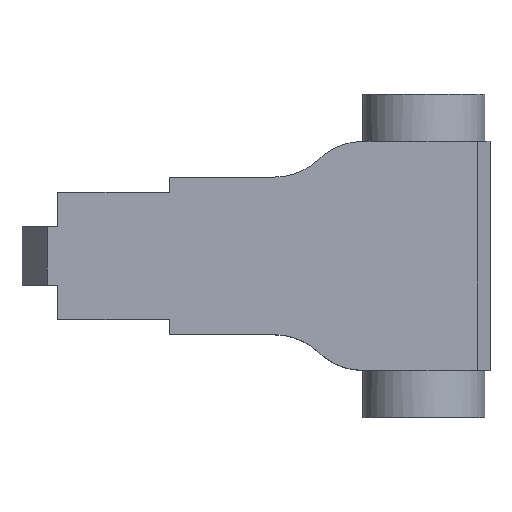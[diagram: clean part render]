
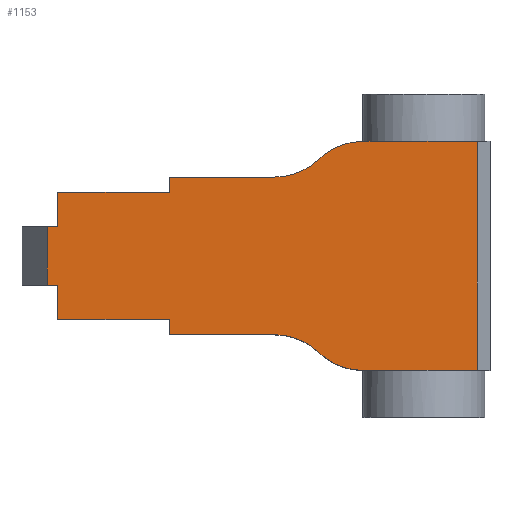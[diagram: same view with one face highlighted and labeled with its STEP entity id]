
A CAD part, top view. The second image highlights one B-rep face of the part: STEP entity #1153.
In plain terms, the highlighted planar face has unit normal (0, 0, 1).
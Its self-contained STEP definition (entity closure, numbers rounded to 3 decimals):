
#29=PLANE('',#1255);
#86=FACE_OUTER_BOUND('',#155,.T.);
#155=EDGE_LOOP('',(#848,#849,#850,#851,#852,#853,#854,#855,#856,#857,#858,
#859,#860,#861,#862,#863,#864,#865,#866,#867,#868,#869));
#255=LINE('',#1798,#380);
#256=LINE('',#1801,#381);
#257=LINE('',#1803,#382);
#258=LINE('',#1805,#383);
#259=LINE('',#1807,#384);
#260=LINE('',#1809,#385);
#261=LINE('',#1811,#386);
#262=LINE('',#1817,#387);
#263=LINE('',#1819,#388);
#264=LINE('',#1821,#389);
#265=LINE('',#1823,#390);
#266=LINE('',#1825,#391);
#267=LINE('',#1827,#392);
#268=LINE('',#1829,#393);
#269=LINE('',#1831,#394);
#270=LINE('',#1833,#395);
#271=LINE('',#1835,#396);
#272=LINE('',#1836,#397);
#380=VECTOR('',#1423,10.);
#381=VECTOR('',#1426,10.);
#382=VECTOR('',#1427,10.);
#383=VECTOR('',#1428,10.);
#384=VECTOR('',#1429,10.);
#385=VECTOR('',#1430,10.);
#386=VECTOR('',#1431,10.);
#387=VECTOR('',#1436,10.);
#388=VECTOR('',#1437,10.);
#389=VECTOR('',#1438,10.);
#390=VECTOR('',#1439,10.);
#391=VECTOR('',#1440,10.);
#392=VECTOR('',#1441,10.);
#393=VECTOR('',#1442,10.);
#394=VECTOR('',#1443,10.);
#395=VECTOR('',#1444,10.);
#396=VECTOR('',#1445,10.);
#397=VECTOR('',#1446,10.);
#477=CIRCLE('',#1244,50.);
#483=CIRCLE('',#1252,50.);
#485=CIRCLE('',#1256,50.);
#486=CIRCLE('',#1257,50.);
#529=VERTEX_POINT('',#1730);
#530=VERTEX_POINT('',#1731);
#556=VERTEX_POINT('',#1792);
#557=VERTEX_POINT('',#1796);
#558=VERTEX_POINT('',#1800);
#559=VERTEX_POINT('',#1802);
#560=VERTEX_POINT('',#1804);
#561=VERTEX_POINT('',#1806);
#562=VERTEX_POINT('',#1808);
#563=VERTEX_POINT('',#1810);
#564=VERTEX_POINT('',#1812);
#565=VERTEX_POINT('',#1814);
#566=VERTEX_POINT('',#1816);
#567=VERTEX_POINT('',#1818);
#568=VERTEX_POINT('',#1820);
#569=VERTEX_POINT('',#1822);
#570=VERTEX_POINT('',#1824);
#571=VERTEX_POINT('',#1826);
#572=VERTEX_POINT('',#1828);
#573=VERTEX_POINT('',#1830);
#574=VERTEX_POINT('',#1832);
#575=VERTEX_POINT('',#1834);
#641=EDGE_CURVE('',#529,#530,#477,.T.);
#669=EDGE_CURVE('',#530,#556,#483,.T.);
#672=EDGE_CURVE('',#529,#557,#255,.T.);
#673=EDGE_CURVE('',#557,#558,#256,.T.);
#674=EDGE_CURVE('',#558,#559,#257,.T.);
#675=EDGE_CURVE('',#559,#560,#258,.T.);
#676=EDGE_CURVE('',#560,#561,#259,.T.);
#677=EDGE_CURVE('',#561,#562,#260,.T.);
#678=EDGE_CURVE('',#562,#563,#261,.T.);
#679=EDGE_CURVE('',#564,#563,#485,.T.);
#680=EDGE_CURVE('',#565,#564,#486,.T.);
#681=EDGE_CURVE('',#565,#566,#262,.T.);
#682=EDGE_CURVE('',#566,#567,#263,.T.);
#683=EDGE_CURVE('',#567,#568,#264,.T.);
#684=EDGE_CURVE('',#569,#568,#265,.T.);
#685=EDGE_CURVE('',#569,#570,#266,.T.);
#686=EDGE_CURVE('',#570,#571,#267,.T.);
#687=EDGE_CURVE('',#572,#571,#268,.T.);
#688=EDGE_CURVE('',#573,#572,#269,.T.);
#689=EDGE_CURVE('',#574,#573,#270,.T.);
#690=EDGE_CURVE('',#574,#575,#271,.T.);
#691=EDGE_CURVE('',#575,#556,#272,.T.);
#848=ORIENTED_EDGE('',*,*,#641,.F.);
#849=ORIENTED_EDGE('',*,*,#672,.T.);
#850=ORIENTED_EDGE('',*,*,#673,.T.);
#851=ORIENTED_EDGE('',*,*,#674,.T.);
#852=ORIENTED_EDGE('',*,*,#675,.T.);
#853=ORIENTED_EDGE('',*,*,#676,.T.);
#854=ORIENTED_EDGE('',*,*,#677,.T.);
#855=ORIENTED_EDGE('',*,*,#678,.T.);
#856=ORIENTED_EDGE('',*,*,#679,.F.);
#857=ORIENTED_EDGE('',*,*,#680,.F.);
#858=ORIENTED_EDGE('',*,*,#681,.T.);
#859=ORIENTED_EDGE('',*,*,#682,.T.);
#860=ORIENTED_EDGE('',*,*,#683,.T.);
#861=ORIENTED_EDGE('',*,*,#684,.F.);
#862=ORIENTED_EDGE('',*,*,#685,.T.);
#863=ORIENTED_EDGE('',*,*,#686,.T.);
#864=ORIENTED_EDGE('',*,*,#687,.F.);
#865=ORIENTED_EDGE('',*,*,#688,.F.);
#866=ORIENTED_EDGE('',*,*,#689,.F.);
#867=ORIENTED_EDGE('',*,*,#690,.T.);
#868=ORIENTED_EDGE('',*,*,#691,.T.);
#869=ORIENTED_EDGE('',*,*,#669,.F.);
#1153=ADVANCED_FACE('',(#86),#29,.T.);
#1244=AXIS2_PLACEMENT_3D('',#1732,#1379,#1380);
#1252=AXIS2_PLACEMENT_3D('',#1793,#1416,#1417);
#1255=AXIS2_PLACEMENT_3D('',#1799,#1424,#1425);
#1256=AXIS2_PLACEMENT_3D('',#1813,#1432,#1433);
#1257=AXIS2_PLACEMENT_3D('',#1815,#1434,#1435);
#1379=DIRECTION('center_axis',(0.,0.,-1.));
#1380=DIRECTION('ref_axis',(0.,1.,0.));
#1416=DIRECTION('center_axis',(0.,0.,1.));
#1417=DIRECTION('ref_axis',(0.383,0.924,0.));
#1423=DIRECTION('',(1.,0.,0.));
#1424=DIRECTION('center_axis',(0.,0.,1.));
#1425=DIRECTION('ref_axis',(1.,0.,0.));
#1426=DIRECTION('',(1.,0.,0.));
#1427=DIRECTION('',(1.,0.,0.));
#1428=DIRECTION('',(0.,1.,0.));
#1429=DIRECTION('',(-1.,0.,0.));
#1430=DIRECTION('',(-1.,0.,0.));
#1431=DIRECTION('',(-1.,0.,0.));
#1432=DIRECTION('center_axis',(0.,0.,-1.));
#1433=DIRECTION('ref_axis',(0.,-1.,0.));
#1434=DIRECTION('center_axis',(0.,0.,1.));
#1435=DIRECTION('ref_axis',(0.383,-0.924,0.));
#1436=DIRECTION('',(-1.,0.,0.));
#1437=DIRECTION('',(0.,-1.,0.));
#1438=DIRECTION('',(-1.,0.,0.));
#1439=DIRECTION('',(0.,1.,0.));
#1440=DIRECTION('',(-1.,0.,0.));
#1441=DIRECTION('',(0.,-1.,0.));
#1442=DIRECTION('',(-1.,0.,0.));
#1443=DIRECTION('',(0.,1.,0.));
#1444=DIRECTION('',(-1.,0.,0.));
#1445=DIRECTION('',(0.,-1.,0.));
#1446=DIRECTION('',(1.,0.,0.));
#1730=CARTESIAN_POINT('',(22.08,-90.,47.));
#1731=CARTESIAN_POINT('',(-12.619,-76.,47.));
#1732=CARTESIAN_POINT('Origin',(22.08,-40.,47.));
#1792=CARTESIAN_POINT('',(-47.317,-62.,47.));
#1793=CARTESIAN_POINT('Origin',(-47.317,-112.,47.));
#1796=CARTESIAN_POINT('',(60.253,-90.,47.));
#1798=CARTESIAN_POINT('',(1.393,-90.,47.));
#1799=CARTESIAN_POINT('Origin',(-4.,0.,47.));
#1800=CARTESIAN_POINT('',(79.747,-90.,47.));
#1801=CARTESIAN_POINT('',(1.393,-90.,47.));
#1802=CARTESIAN_POINT('',(112.,-90.,47.));
#1803=CARTESIAN_POINT('',(1.393,-90.,47.));
#1804=CARTESIAN_POINT('',(112.,90.,47.));
#1805=CARTESIAN_POINT('',(112.,0.,47.));
#1806=CARTESIAN_POINT('',(79.747,90.,47.));
#1807=CARTESIAN_POINT('',(122.,90.,47.));
#1808=CARTESIAN_POINT('',(60.253,90.,47.));
#1809=CARTESIAN_POINT('',(122.,90.,47.));
#1810=CARTESIAN_POINT('',(22.08,90.,47.));
#1811=CARTESIAN_POINT('',(122.,90.,47.));
#1812=CARTESIAN_POINT('',(-12.619,76.,47.));
#1813=CARTESIAN_POINT('Origin',(22.08,40.,47.));
#1814=CARTESIAN_POINT('',(-47.317,62.,47.));
#1815=CARTESIAN_POINT('Origin',(-47.317,112.,47.));
#1816=CARTESIAN_POINT('',(-130.,62.,47.));
#1817=CARTESIAN_POINT('',(-26.607,62.,47.));
#1818=CARTESIAN_POINT('',(-130.,50.,47.));
#1819=CARTESIAN_POINT('',(-130.,62.,47.));
#1820=CARTESIAN_POINT('',(-218.,50.,47.));
#1821=CARTESIAN_POINT('',(-130.,50.,47.));
#1822=CARTESIAN_POINT('',(-218.,23.,47.));
#1823=CARTESIAN_POINT('',(-218.,-90.,47.));
#1824=CARTESIAN_POINT('',(-226.,23.,47.));
#1825=CARTESIAN_POINT('',(-130.,23.,47.));
#1826=CARTESIAN_POINT('',(-226.,-23.,47.));
#1827=CARTESIAN_POINT('',(-226.,0.,47.));
#1828=CARTESIAN_POINT('',(-218.,-23.,47.));
#1829=CARTESIAN_POINT('',(-130.,-23.,47.));
#1830=CARTESIAN_POINT('',(-218.,-50.,47.));
#1831=CARTESIAN_POINT('',(-218.,-90.,47.));
#1832=CARTESIAN_POINT('',(-130.,-50.,47.));
#1833=CARTESIAN_POINT('',(-130.,-50.,47.));
#1834=CARTESIAN_POINT('',(-130.,-62.,47.));
#1835=CARTESIAN_POINT('',(-130.,62.,47.));
#1836=CARTESIAN_POINT('',(-130.,-62.,47.));
